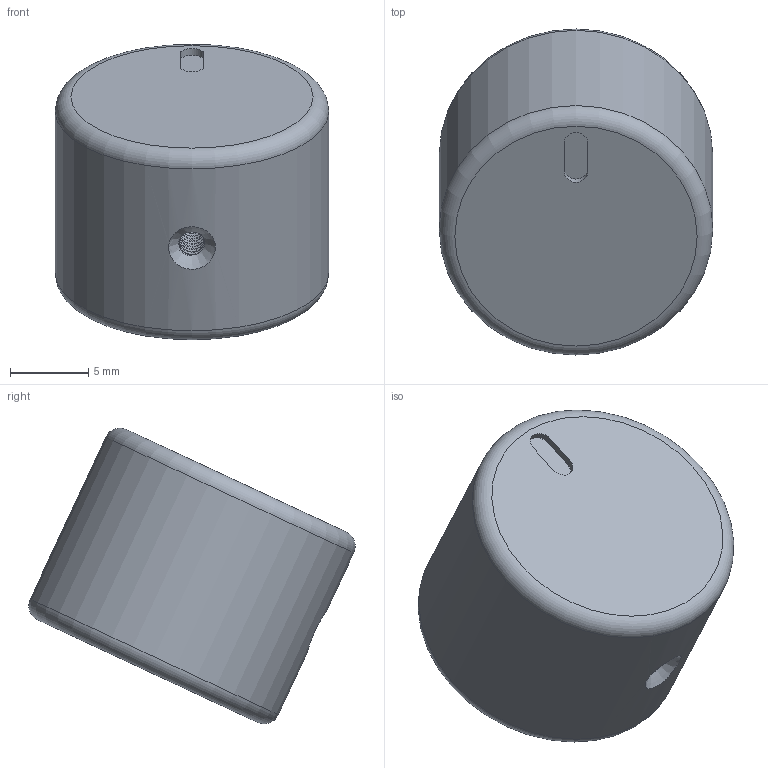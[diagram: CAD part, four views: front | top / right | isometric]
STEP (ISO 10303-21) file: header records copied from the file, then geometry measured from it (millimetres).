
FILE_DESCRIPTION(/* description */ (''),/* implementation_level */ '2;1');
FILE_NAME(/* name */ 'Ave_Short_EC11-Knob_Rev22.5.step',/* time_stamp */ '2020-04-15T20:29:29-05:00',/* author */ (''),/* organization */ (''),/* preprocessor_version */ 'ST-DEVELOPER v18.1',/* originating_system */ 'Autodesk Translation Framework v9.2.0.1227',/* authorisation */ '');
FILE_SCHEMA (('AUTOMOTIVE_DESIGN { 1 0 10303 214 3 1 1 }'));
Length unit declared in the file: millimetre
Products named in the file (1): Knob
Bounding box: 17.5 x 20.87 x 18.9 mm (x, y, z)
Volume: 2736.8 mm3; surface area: 1460.8 mm2
Topology: 1 solids, 1 shells, 69 faces, 175 edges, 111 vertices
Faces by surface type: cylinder 46, plane 14, cone 4, bspline 3, torus 2
Full cylindrical faces by diameter (mm): 1.623 x17, 2.074 x18, 10 x1, 17.5 x1
Entity records: 4249 total; most frequent: CARTESIAN_POINT 2697, ORIENTED_EDGE 350, DIRECTION 255, EDGE_CURVE 175, VERTEX_POINT 111, AXIS2_PLACEMENT_3D 92, B_SPLINE_CURVE_WITH_KNOTS 79, EDGE_LOOP 74
